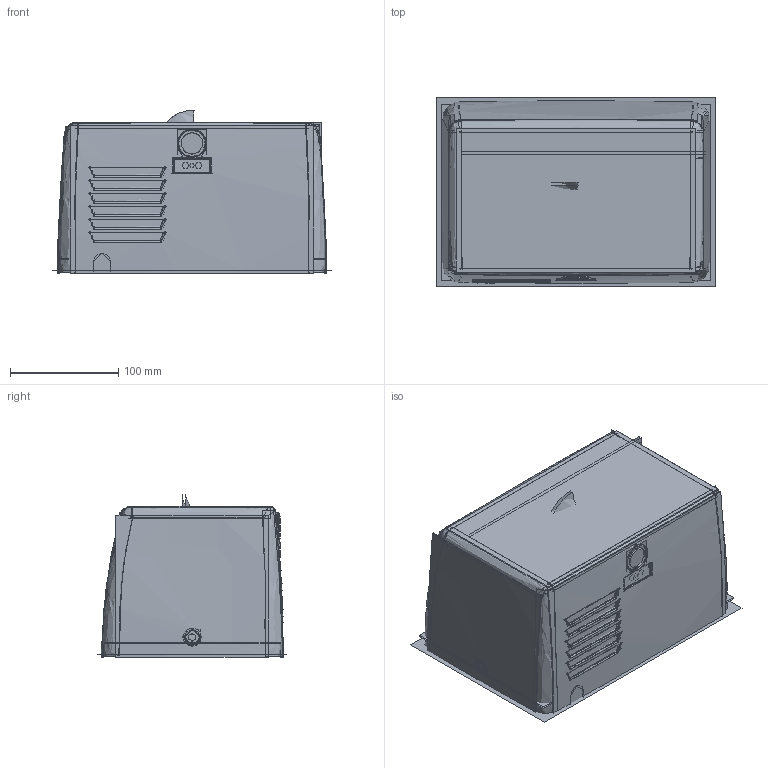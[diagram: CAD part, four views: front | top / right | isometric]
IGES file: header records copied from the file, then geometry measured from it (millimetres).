
Start section:  PTC IGES file: FFAS8017-000090BC0.igs
Global section: file name: FFAS8017-000090BC0.igs; native system: Creo Parametric by PTC Inc.; preprocessor: 2014440; author: 10114277; organization: Unknown; date: 20181030.113631; units: millimetre
Bounding box: 258.28 x 174.97 x 150.37 mm (x, y, z)
Volume: 416374 mm3; surface area: 9921210.7 mm2
Topology: 44 solids, 34 shells, 7684 faces, 52198 edges, 75208 vertices
Faces by surface type: revolution 4752, bspline 2916, extrusion 16
